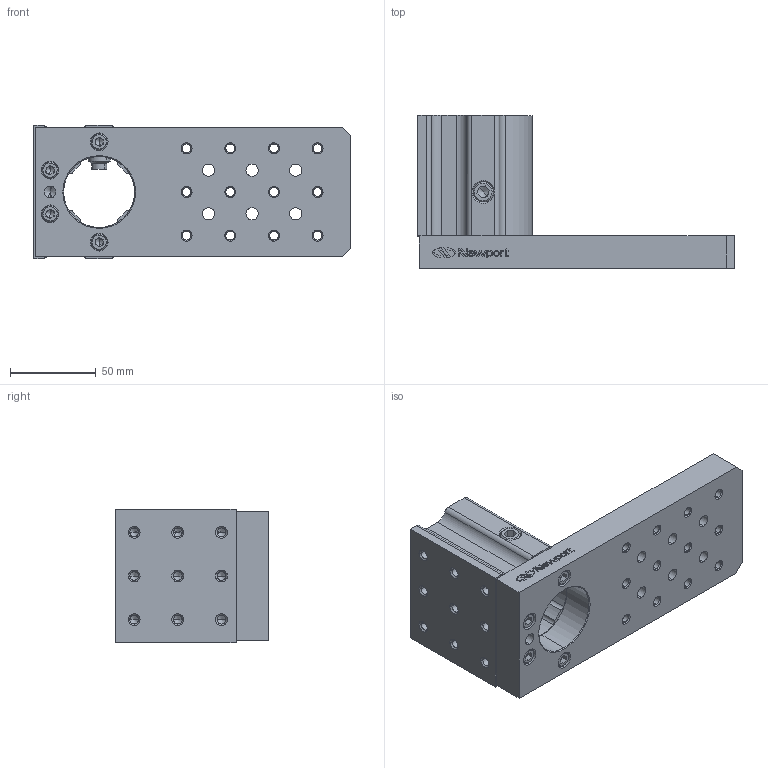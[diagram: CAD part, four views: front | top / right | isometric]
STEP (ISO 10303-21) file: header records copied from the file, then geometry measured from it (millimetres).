
FILE_DESCRIPTION((''),'2;1');
FILE_NAME('300-P','2022-02-04T22:56:34',('Administrator'),(''),'CREO PARAMETRIC BY PTC INC, 2019292','CREO PARAMETRIC BY PTC INC, 2019292','');
FILE_SCHEMA(('AUTOMOTIVE_DESIGN { 1 0 10303 214 1 1 1 1 }'));
Length unit declared in the file: inch
Products named in the file (1): 300-P
Bounding box: 184.15 x 88.9 x 77.47 mm (x, y, z)
Volume: 422428.1 mm3; surface area: 80039.7 mm2
Topology: 1 solids, 9 shells, 649 faces, 1721 edges, 1082 vertices
Faces by surface type: plane 351, cone 146, cylinder 144, torus 8
Entity records: 25205 total; most frequent: CARTESIAN_POINT 3713, DIRECTION 3388, ORIENTED_EDGE 3366, PRESENTATION_STYLE_ASSIGNMENT 1684, STYLED_ITEM 1684, CURVE_STYLE 1683, EDGE_CURVE 1683, VECTOR 1154
